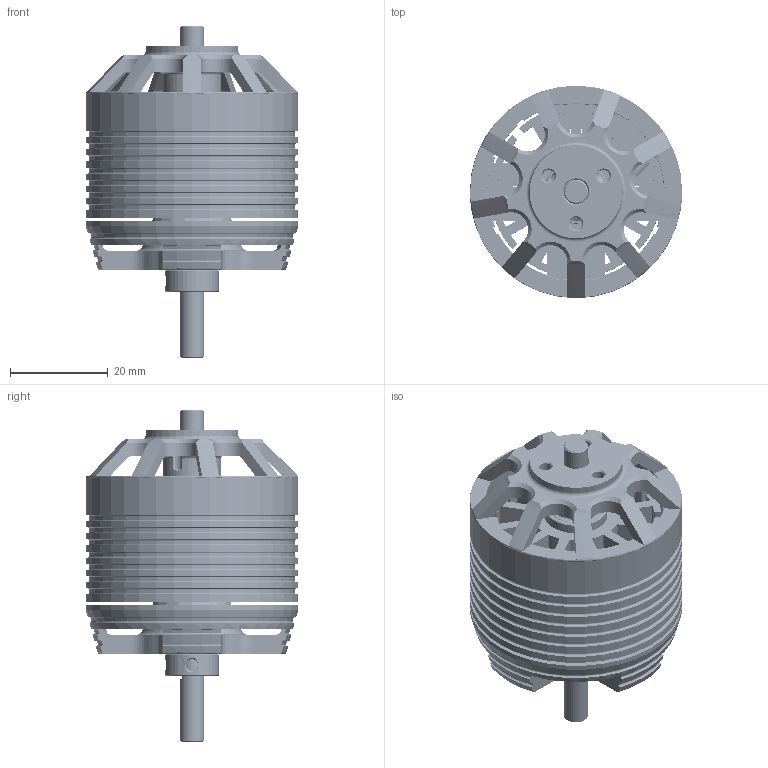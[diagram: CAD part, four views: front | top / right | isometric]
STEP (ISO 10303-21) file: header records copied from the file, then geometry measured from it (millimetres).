
FILE_DESCRIPTION (( 'STEP AP214' ), '1' );
FILE_NAME ('BA-3520-Motor.STEP', '2023-03-27T18:05:31', ( '' ), ( '' ), 'SwSTEP 2.0', 'SolidWorks 2014', '' );
FILE_SCHEMA (( 'AUTOMOTIVE_DESIGN' ));
Length unit declared in the file: millimetre
Products named in the file (21): 625HZZ_SOLID_2-1; Collar-5mm; BA-3520-Motor; 625HZZ_SOLID_1-1; Spacer-5mm; 3520-Shaft; 35x13x1mm-Stator; 685HZZ_SOLID_1-1; 3520-Magnet; 35x13-Stator Plate; 3520-Rotor-Assem; 625HZZ_SOLID_3-1; 685HZZ_SOLID_2-1; 5x16x5-BRG; 35x13x20mm-Stator; 5x11x5-BRG; 3520-Fluxring; 35x13x5mm-Stator; 685HZZ_SOLID_3-1; 3520-Mount; 35mm-Endbell
Assembly tree (45 placements, depth 5):
  BA-3520-Motor
    3520-Mount
    35x13x20mm-Stator
      35x13x5mm-Stator  x4
        35x13x1mm-Stator
          35x13-Stator Plate  x5
    5x11x5-BRG
      685HZZ_SOLID_1-1
      685HZZ_SOLID_2-1
      685HZZ_SOLID_3-1
    5x16x5-BRG
      625HZZ_SOLID_1-1
      625HZZ_SOLID_2-1
      625HZZ_SOLID_3-1
    3520-Rotor-Assem
      35mm-Endbell
      3520-Shaft
      3520-Fluxring
      3520-Magnet  x14
    Spacer-5mm  x2
    Collar-5mm
Bounding box: 43.5 x 43.5 x 68 mm (x, y, z)
Volume: 30162.8 mm3; surface area: 119969.6 mm2
Topology: 127 solids, 127 shells, 23344 faces, 68760 edges, 45652 vertices
Faces by surface type: cylinder 17614, plane 5232, torus 176, sphere 176, cone 146
Entity records: 31795 total; most frequent: CARTESIAN_POINT 7359, DIRECTION 5168, ORIENTED_EDGE 4750, EDGE_CURVE 2375, AXIS2_PLACEMENT_3D 2192, VERTEX_POINT 1518, CIRCLE 1215, EDGE_LOOP 1031
